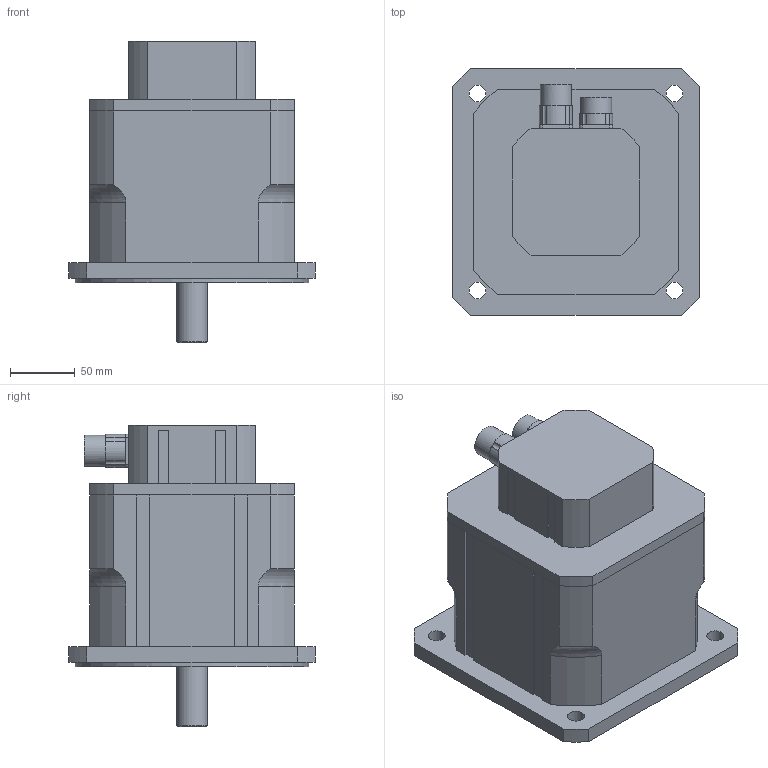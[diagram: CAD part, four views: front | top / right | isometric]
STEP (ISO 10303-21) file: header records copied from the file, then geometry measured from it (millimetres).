
FILE_DESCRIPTION(/* description */ ('Alibre Inc.'),/* implementation_level */ '2;1');
FILE_NAME(/* name */ 'export2',/* time_stamp */ '2013-02-06T14:25:01+01:00',/* author */ (''),/* organization */ (''),/* preprocessor_version */ 'ST-DEVELOPER v12',/* originating_system */ 'Alibre',/* authorisation */ '');
FILE_SCHEMA (('CONFIG_CONTROL_DESIGN'));
Length unit declared in the file: millimetre
Products named in the file (6): ID_1
Bounding box: 190 x 190 x 233 mm (x, y, z)
Volume: 3903813.3 mm3; surface area: 258295.4 mm2
Topology: 5 solids, 5 shells, 171 faces, 437 edges, 283 vertices
Faces by surface type: plane 97, cylinder 66, cone 4, torus 4
Full cylindrical faces by diameter (mm): 2.7 x8, 6.647 x1, 13 x4, 20 x4, 24 x3, 25 x1, 180 x1
Entity records: 5690 total; most frequent: CARTESIAN_POINT 981, DIRECTION 829, ORIENTED_EDGE 812, EDGE_CURVE 406, AXIS2_PLACEMENT_3D 351, VERTEX_POINT 278, EDGE_LOOP 232, FACE_BOUND 232
